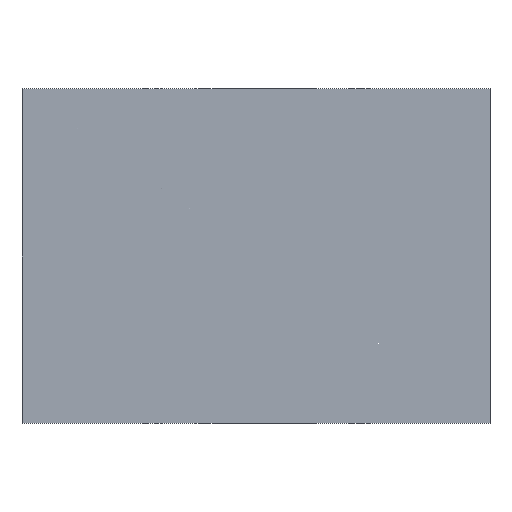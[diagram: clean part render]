
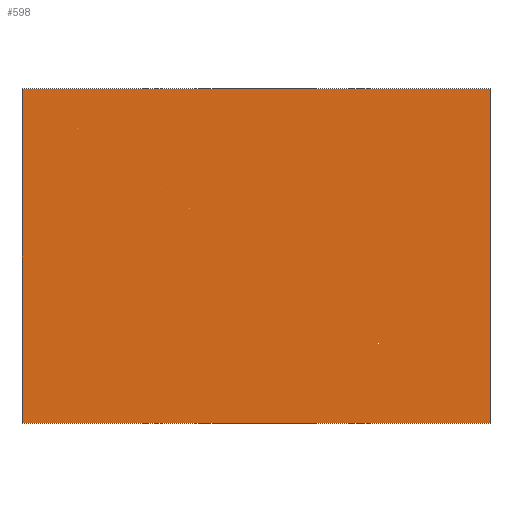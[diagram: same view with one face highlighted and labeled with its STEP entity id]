
A CAD part, front view. The second image highlights one B-rep face of the part: STEP entity #598.
In plain terms, the highlighted planar face has unit normal (0, -1, 0).
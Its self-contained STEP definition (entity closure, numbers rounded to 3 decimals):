
#34 = CARTESIAN_POINT ( 'NONE',  ( 0., 0., 0. ) ) ;
#134 = DIRECTION ( 'NONE',  ( 0., 0., -1. ) ) ;
#138 = DIRECTION ( 'NONE',  ( 0., -1., 0. ) ) ;
#152 = CARTESIAN_POINT ( 'NONE',  ( 0., 0., -50. ) ) ;
#171 = PLANE ( 'NONE',  #210 ) ;
#210 = AXIS2_PLACEMENT_3D ( 'NONE', #152, #138, #134 ) ;
#304 = CARTESIAN_POINT ( 'NONE',  ( 0., 0., 0. ) ) ;
#316 = VERTEX_POINT ( 'NONE', #428 ) ;
#368 = VERTEX_POINT ( 'NONE', #429 ) ;
#428 = CARTESIAN_POINT ( 'NONE',  ( 70., 0., -50. ) ) ;
#429 = CARTESIAN_POINT ( 'NONE',  ( 0., 0., -50. ) ) ;
#437 = VERTEX_POINT ( 'NONE', #304 ) ;
#440 = VERTEX_POINT ( 'NONE', #522 ) ;
#522 = CARTESIAN_POINT ( 'NONE',  ( 70., 0., 0. ) ) ;
#598 = ADVANCED_FACE ( 'NONE', ( #990 ), #171, .T. ) ;
#638 = DIRECTION ( 'NONE',  ( 1., 0., 0. ) ) ;
#640 = DIRECTION ( 'NONE',  ( -1., 0., 0. ) ) ;
#645 = CARTESIAN_POINT ( 'NONE',  ( 0., 0., -50. ) ) ;
#707 = EDGE_CURVE ( 'NONE', #440, #316, #1055, .T. ) ;
#709 = EDGE_CURVE ( 'NONE', #437, #440, #1053, .T. ) ;
#717 = DIRECTION ( 'NONE',  ( 0., 0., -1. ) ) ;
#725 = CARTESIAN_POINT ( 'NONE',  ( 70., 0., 0. ) ) ;
#733 = EDGE_CURVE ( 'NONE', #316, #368, #1050, .T. ) ;
#766 = CARTESIAN_POINT ( 'NONE',  ( 0., 0., 0. ) ) ;
#787 = DIRECTION ( 'NONE',  ( 0., 0., 1. ) ) ;
#917 = EDGE_CURVE ( 'NONE', #368, #437, #1113, .T. ) ;
#990 = FACE_OUTER_BOUND ( 'NONE', #1252, .T. ) ;
#1039 = VECTOR ( 'NONE', #717, 1000. ) ;
#1050 = LINE ( 'NONE', #645, #1065 ) ;
#1053 = LINE ( 'NONE', #34, #1054 ) ;
#1054 = VECTOR ( 'NONE', #638, 1000. ) ;
#1055 = LINE ( 'NONE', #725, #1039 ) ;
#1065 = VECTOR ( 'NONE', #640, 1000. ) ;
#1113 = LINE ( 'NONE', #766, #1119 ) ;
#1119 = VECTOR ( 'NONE', #787, 1000. ) ;
#1178 = ORIENTED_EDGE ( 'NONE', *, *, #709, .F. ) ;
#1252 = EDGE_LOOP ( 'NONE', ( #1422, #1432, #1433, #1178 ) ) ;
#1422 = ORIENTED_EDGE ( 'NONE', *, *, #917, .F. ) ;
#1432 = ORIENTED_EDGE ( 'NONE', *, *, #733, .F. ) ;
#1433 = ORIENTED_EDGE ( 'NONE', *, *, #707, .F. ) ;
